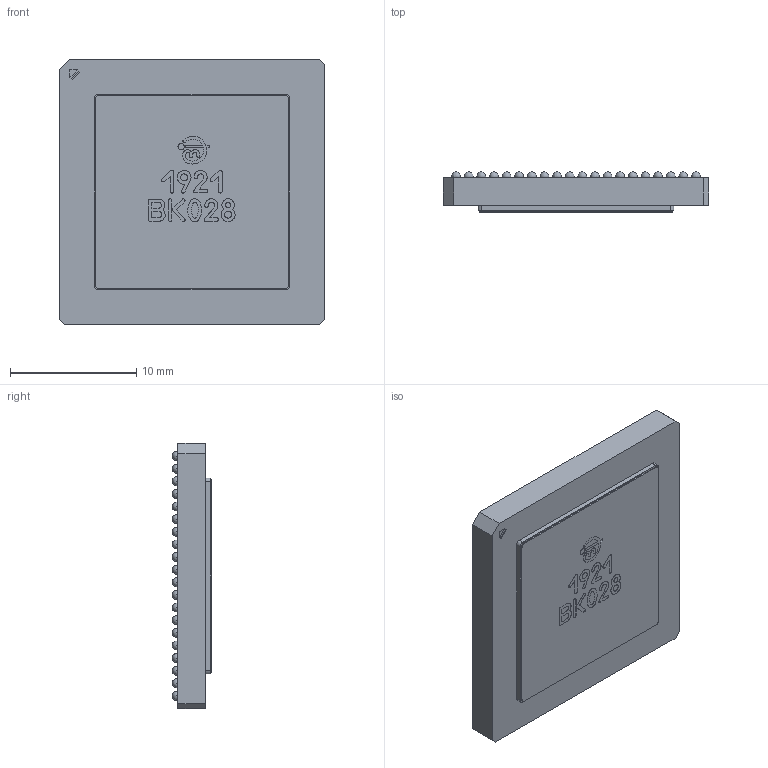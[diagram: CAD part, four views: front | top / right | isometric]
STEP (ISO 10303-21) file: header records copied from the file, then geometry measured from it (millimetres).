
FILE_DESCRIPTION( ( 'Unknown' ), '1' );
FILE_NAME( 'МК 8316_400-3_4-1921ВК028.stp', 'Unknown', ( 'Unknown' ), ( 'Unknown' ), 'PSStep 17.0.49', 'Unknown', ' ' );
FILE_SCHEMA( ( 'AUTOMOTIVE_DESIGN { 1 0 10303 214 1 1 1 1 }' ) );
Length unit declared in the file: millimetre
Products named in the file (1): МК 8316_400-3_4
Bounding box: 21 x 3.15 x 21 mm (x, y, z)
Volume: 1139.7 mm3; surface area: 1349.7 mm2
Topology: 1 solids, 1 shells, 515 faces, 1873 edges, 1382 vertices
Faces by surface type: sphere 400, plane 59, cylinder 30, extrusion 26
Full cylindrical faces by diameter (mm): 0.5 x1
Entity records: 19956 total; most frequent: CARTESIAN_POINT 4016, DIRECTION 2080, FACE_BOUND 1622, VERTEX_POINT 1382, ORIENTED_EDGE 1332, AXIS2_PLACEMENT_3D 950, EDGE_LOOP 944, VERTEX_LOOP 800
